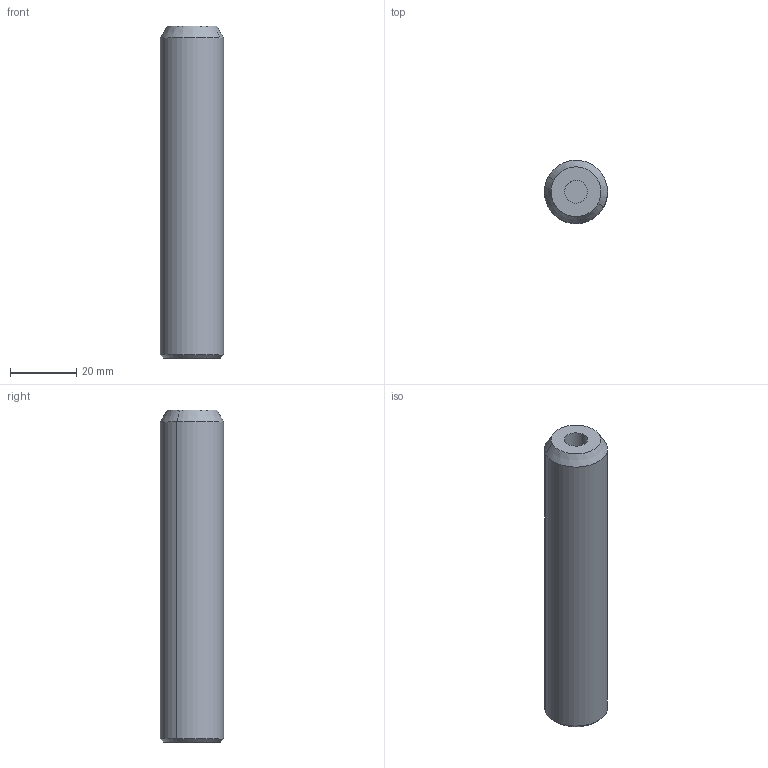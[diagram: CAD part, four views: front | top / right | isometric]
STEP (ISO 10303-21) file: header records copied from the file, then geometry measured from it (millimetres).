
FILE_DESCRIPTION(('CATIA V5 STEP Exchange'),'2;1');
FILE_NAME('RDCO301.19100.stp','2017-03-09T11:17:58+00:00',('none'),('none'),'CATIA Version 5 Release 19 GA (IN-10)','CATIA V5 STEP AP203','none');
FILE_SCHEMA(('CONFIG_CONTROL_DESIGN'));
Length unit declared in the file: millimetre
Products named in the file (1): RDCO301.19100
Bounding box: 18.99 x 18.99 x 100 mm (x, y, z)
Volume: 25877.2 mm3; surface area: 7703.7 mm2
Topology: 1 solids, 1 shells, 14 faces, 29 edges, 23 vertices
Faces by surface type: cylinder 6, plane 4, cone 4
Entity records: 391 total; most frequent: CARTESIAN_POINT 63, ORIENTED_EDGE 52, DIRECTION 49, AXIS2_PLACEMENT_3D 27, EDGE_CURVE 26, CIRCLE 16, EDGE_LOOP 16, VERTEX_POINT 16
